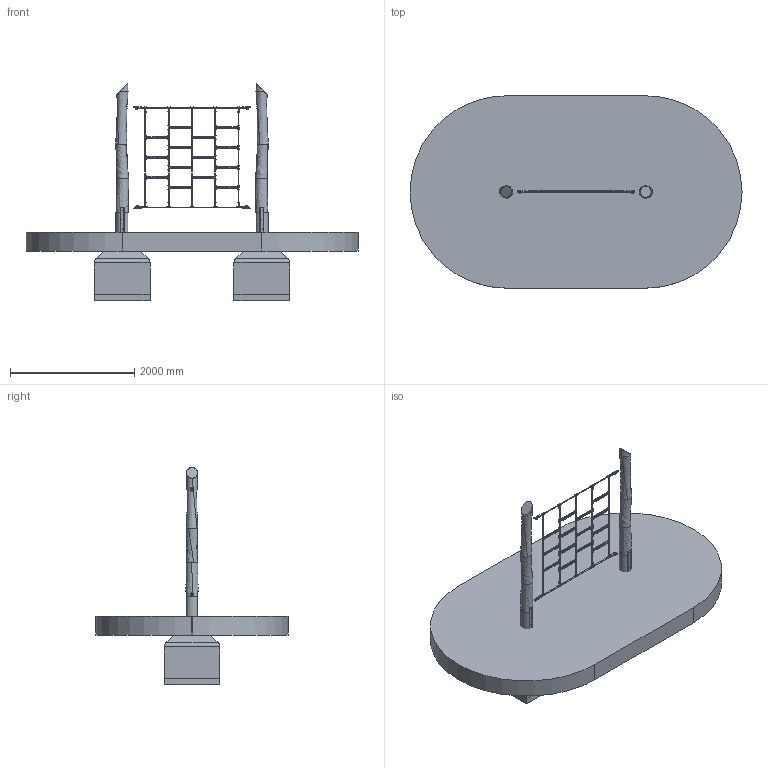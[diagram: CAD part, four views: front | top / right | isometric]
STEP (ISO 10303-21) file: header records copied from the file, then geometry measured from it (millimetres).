
FILE_DESCRIPTION (( 'STEP AP214' ), '1' );
FILE_NAME ('4591-30-15-R.STEP', '2014-07-03T06:31:52', ( '' ), ( '' ), 'SwSTEP 2.0', 'SolidWorks 2014', '' );
FILE_SCHEMA (( 'AUTOMOTIVE_DESIGN' ));
Length unit declared in the file: millimetre
Products named in the file (15): 6er Kettenglied; Baugruppe1 Sprossennetz; 70-5601 - Beckmann  Sprosse2 gelb; 70-02 - T-Stück fest; 457-07 - Kunststoff Kausche2; Sprossennetz_Standard<Wie bearbeitet>; 55-02-06-08 - Kettenschäkel; Sicherheitslache 4591-30-15; Vordere Scheibe4; FLATCKTT 0.19-16-type I-AB-1.375-N_FLATCKTT 0.19-16-type I-AB-1.375-N; Hintere Scheibe4; Robieniepfosten_4591-30-15-R; Fundament 4591-30-15-R; Sicherheitsbereich 4591-30-15-R; 4591-30-15-R
Assembly tree (70 placements, depth 3):
  6er Kettenglied
  4591-30-15-R
    Sicherheitsbereich 4591-30-15-R
    Fundament 4591-30-15-R
    Robieniepfosten_4591-30-15-R  x2
    Hintere Scheibe4  x4
    FLATCKTT 0.19-16-type I-AB-1.375-N_FLATCKTT 0.19-16-type I-AB-1.375-N  x20
    Vordere Scheibe4  x4
    Sicherheitslache 4591-30-15  x4
    55-02-06-08 - Kettenschäkel  x4
    Baugruppe1 Sprossennetz
      Sprossennetz_Standard<Wie bearbeitet>
      457-07 - Kunststoff Kausche2  x4
      70-02 - T-Stück fest  x10
      70-5601 - Beckmann  Sprosse2 gelb  x14
Bounding box: 5350 x 3100 x 3502.71 mm (x, y, z)
Volume: 5813619178.5 mm3; surface area: 52281873.7 mm2
Topology: 94 solids, 94 shells, 4488 faces, 11768 edges, 7440 vertices
Faces by surface type: plane 2326, cylinder 1000, torus 536, cone 348, bspline 270, sphere 8
Entity records: 30976 total; most frequent: CARTESIAN_POINT 13892, ORIENTED_EDGE 3286, DIRECTION 3063, EDGE_CURVE 1643, AXIS2_PLACEMENT_3D 1126, VERTEX_POINT 1040, LINE 811, VECTOR 811
